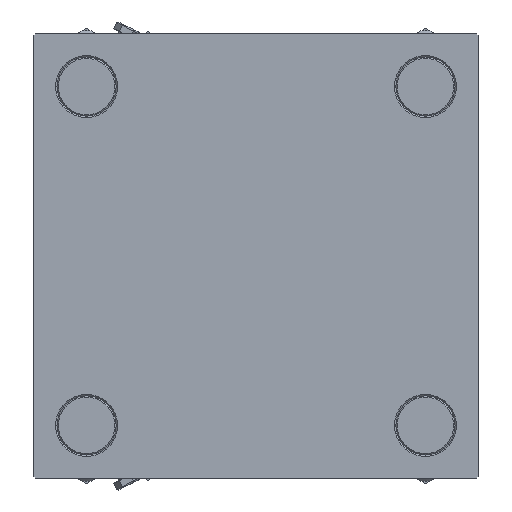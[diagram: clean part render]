
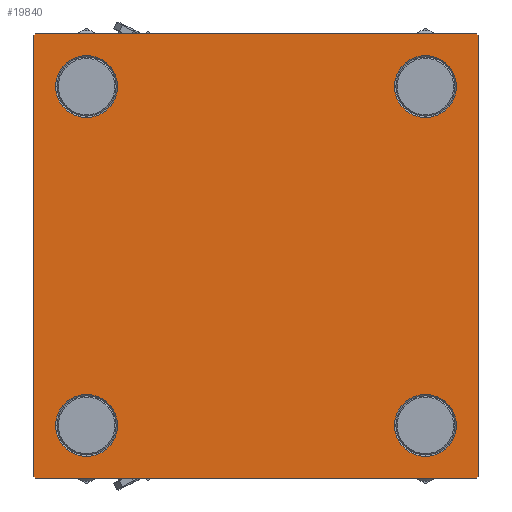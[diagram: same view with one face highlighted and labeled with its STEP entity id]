
A CAD part, left-side view. The second image highlights one B-rep face of the part: STEP entity #19840.
In plain terms, the highlighted planar face has unit normal (-1, 0, 0).
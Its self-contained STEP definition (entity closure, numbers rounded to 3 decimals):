
#327 = EDGE_CURVE ( 'NONE', #41013, #38269, #1739, .T. ) ;
#335 = VECTOR ( 'NONE', #868, 1000. ) ;
#414 = DIRECTION ( 'NONE',  ( 0., 0., 1. ) ) ;
#504 = ORIENTED_EDGE ( 'NONE', *, *, #22323, .T. ) ;
#652 = AXIS2_PLACEMENT_3D ( 'NONE', #24270, #24776, #12065 ) ;
#868 = DIRECTION ( 'NONE',  ( 0., -0.707, -0.707 ) ) ;
#981 = VECTOR ( 'NONE', #27497, 1000. ) ;
#1393 = CARTESIAN_POINT ( 'NONE',  ( 0., 82.25, -82.25 ) ) ;
#1739 = LINE ( 'NONE', #33193, #31975 ) ;
#1847 = CARTESIAN_POINT ( 'NONE',  ( 0., 62.95, 74.45 ) ) ;
#2186 = VECTOR ( 'NONE', #8452, 1000. ) ;
#2320 = CARTESIAN_POINT ( 'NONE',  ( 0., -82.25, 82.25 ) ) ;
#2761 = CARTESIAN_POINT ( 'NONE',  ( 0., 82.5, 82.5 ) ) ;
#2880 = EDGE_CURVE ( 'NONE', #18853, #36104, #31593, .T. ) ;
#2947 = EDGE_LOOP ( 'NONE', ( #33886, #19586 ) ) ;
#3231 = CARTESIAN_POINT ( 'NONE',  ( 0., 62.95, 62.95 ) ) ;
#3240 = EDGE_CURVE ( 'NONE', #48708, #6111, #21958, .T. ) ;
#3512 = EDGE_LOOP ( 'NONE', ( #46781, #20050, #43695, #20913, #47588, #35000, #32560, #11827 ) ) ;
#3830 = DIRECTION ( 'NONE',  ( 1., 0., 0. ) ) ;
#3850 = VECTOR ( 'NONE', #18048, 1000. ) ;
#4224 = ORIENTED_EDGE ( 'NONE', *, *, #35552, .T. ) ;
#4866 = EDGE_CURVE ( 'NONE', #38269, #6111, #21444, .T. ) ;
#5499 = DIRECTION ( 'NONE',  ( 0., 0., 1. ) ) ;
#5867 = CARTESIAN_POINT ( 'NONE',  ( 0., 62.95, -62.95 ) ) ;
#6111 = VERTEX_POINT ( 'NONE', #33553 ) ;
#6782 = AXIS2_PLACEMENT_3D ( 'NONE', #5867, #9504, #42667 ) ;
#6789 = EDGE_CURVE ( 'NONE', #40970, #46347, #23924, .T. ) ;
#6862 = DIRECTION ( 'NONE',  ( 0., 0., 1. ) ) ;
#7089 = CARTESIAN_POINT ( 'NONE',  ( 0., -82.5, 82. ) ) ;
#7353 = DIRECTION ( 'NONE',  ( 0., 0., 1. ) ) ;
#7704 = VERTEX_POINT ( 'NONE', #35746 ) ;
#8452 = DIRECTION ( 'NONE',  ( 0., -1., 0. ) ) ;
#8475 = EDGE_LOOP ( 'NONE', ( #504, #4224 ) ) ;
#8747 = DIRECTION ( 'NONE',  ( 0., 0., 1. ) ) ;
#9277 = CARTESIAN_POINT ( 'NONE',  ( 0., 82.5, -82. ) ) ;
#9375 = CARTESIAN_POINT ( 'NONE',  ( 0., -62.95, -74.45 ) ) ;
#9391 = FACE_OUTER_BOUND ( 'NONE', #3512, .T. ) ;
#9504 = DIRECTION ( 'NONE',  ( 1., 0., 0. ) ) ;
#11205 = EDGE_CURVE ( 'NONE', #16290, #38443, #22775, .T. ) ;
#11649 = CARTESIAN_POINT ( 'NONE',  ( 0., 82.25, 82.25 ) ) ;
#11827 = ORIENTED_EDGE ( 'NONE', *, *, #13977, .T. ) ;
#12065 = DIRECTION ( 'NONE',  ( 0., 0., 1. ) ) ;
#12120 = DIRECTION ( 'NONE',  ( 1., 0., 0. ) ) ;
#12158 = VERTEX_POINT ( 'NONE', #40541 ) ;
#12331 = EDGE_CURVE ( 'NONE', #48708, #36104, #37931, .T. ) ;
#12742 = AXIS2_PLACEMENT_3D ( 'NONE', #36547, #3830, #8747 ) ;
#13045 = ORIENTED_EDGE ( 'NONE', *, *, #18077, .T. ) ;
#13977 = EDGE_CURVE ( 'NONE', #18853, #16290, #51165, .T. ) ;
#14328 = EDGE_CURVE ( 'NONE', #46347, #40970, #42448, .T. ) ;
#14403 = CARTESIAN_POINT ( 'NONE',  ( 0., -82.5, 82.5 ) ) ;
#15092 = CARTESIAN_POINT ( 'NONE',  ( 0., -82., -82.5 ) ) ;
#16290 = VERTEX_POINT ( 'NONE', #30842 ) ;
#17289 = EDGE_LOOP ( 'NONE', ( #41101, #41346 ) ) ;
#17569 = CIRCLE ( 'NONE', #43306, 11.5 ) ;
#18048 = DIRECTION ( 'NONE',  ( 0., 0., -1. ) ) ;
#18077 = EDGE_CURVE ( 'NONE', #12158, #24240, #17569, .T. ) ;
#18356 = VECTOR ( 'NONE', #26727, 1000. ) ;
#18853 = VERTEX_POINT ( 'NONE', #49150 ) ;
#19586 = ORIENTED_EDGE ( 'NONE', *, *, #34508, .T. ) ;
#19722 = AXIS2_PLACEMENT_3D ( 'NONE', #3231, #50786, #6862 ) ;
#19840 = ADVANCED_FACE ( 'NONE', ( #44992, #45525, #24982, #32793, #9391 ), #25248, .T. ) ;
#20050 = ORIENTED_EDGE ( 'NONE', *, *, #44923, .T. ) ;
#20184 = CIRCLE ( 'NONE', #47554, 11.5 ) ;
#20447 = EDGE_CURVE ( 'NONE', #48024, #35224, #20184, .T. ) ;
#20913 = ORIENTED_EDGE ( 'NONE', *, *, #4866, .T. ) ;
#21061 = CIRCLE ( 'NONE', #12742, 11.5 ) ;
#21384 = VECTOR ( 'NONE', #37277, 1000. ) ;
#21444 = LINE ( 'NONE', #28712, #21384 ) ;
#21750 = DIRECTION ( 'NONE',  ( 1., 0., 0. ) ) ;
#21958 = LINE ( 'NONE', #14403, #3850 ) ;
#22323 = EDGE_CURVE ( 'NONE', #7704, #37280, #21061, .T. ) ;
#22629 = AXIS2_PLACEMENT_3D ( 'NONE', #33571, #48642, #5499 ) ;
#22775 = LINE ( 'NONE', #2761, #30039 ) ;
#22957 = ORIENTED_EDGE ( 'NONE', *, *, #40758, .T. ) ;
#23780 = DIRECTION ( 'NONE',  ( 1., 0., 0. ) ) ;
#23914 = CIRCLE ( 'NONE', #652, 11.5 ) ;
#23924 = CIRCLE ( 'NONE', #28080, 11.5 ) ;
#24031 = CARTESIAN_POINT ( 'NONE',  ( 0., -62.95, -62.95 ) ) ;
#24057 = CARTESIAN_POINT ( 'NONE',  ( 0., 82.5, 82.5 ) ) ;
#24240 = VERTEX_POINT ( 'NONE', #31297 ) ;
#24270 = CARTESIAN_POINT ( 'NONE',  ( 0., -62.95, 62.95 ) ) ;
#24776 = DIRECTION ( 'NONE',  ( 1., 0., 0. ) ) ;
#24982 = FACE_BOUND ( 'NONE', #42401, .T. ) ;
#25248 = PLANE ( 'NONE',  #22629 ) ;
#26727 = DIRECTION ( 'NONE',  ( 0., 0.707, 0.707 ) ) ;
#27497 = DIRECTION ( 'NONE',  ( 0., 0.707, -0.707 ) ) ;
#27538 = CARTESIAN_POINT ( 'NONE',  ( 0., -62.95, -51.45 ) ) ;
#28080 = AXIS2_PLACEMENT_3D ( 'NONE', #24031, #23780, #31824 ) ;
#28712 = CARTESIAN_POINT ( 'NONE',  ( 0., -82.25, -82.25 ) ) ;
#29201 = CIRCLE ( 'NONE', #6782, 11.5 ) ;
#30039 = VECTOR ( 'NONE', #31083, 1000. ) ;
#30842 = CARTESIAN_POINT ( 'NONE',  ( 0., 82.5, 82. ) ) ;
#31083 = DIRECTION ( 'NONE',  ( 0., 0., -1. ) ) ;
#31297 = CARTESIAN_POINT ( 'NONE',  ( 0., 62.95, -51.45 ) ) ;
#31593 = LINE ( 'NONE', #24057, #2186 ) ;
#31824 = DIRECTION ( 'NONE',  ( 0., 0., 1. ) ) ;
#31867 = CARTESIAN_POINT ( 'NONE',  ( 0., -62.95, -62.95 ) ) ;
#31975 = VECTOR ( 'NONE', #48530, 1000. ) ;
#32560 = ORIENTED_EDGE ( 'NONE', *, *, #2880, .F. ) ;
#32668 = CARTESIAN_POINT ( 'NONE',  ( 0., 62.95, -62.95 ) ) ;
#32793 = FACE_BOUND ( 'NONE', #2947, .T. ) ;
#33193 = CARTESIAN_POINT ( 'NONE',  ( 0., 82.5, -82.5 ) ) ;
#33553 = CARTESIAN_POINT ( 'NONE',  ( 0., -82.5, -82. ) ) ;
#33571 = CARTESIAN_POINT ( 'NONE',  ( 0., 0., 0. ) ) ;
#33886 = ORIENTED_EDGE ( 'NONE', *, *, #20447, .T. ) ;
#34508 = EDGE_CURVE ( 'NONE', #35224, #48024, #45431, .T. ) ;
#35000 = ORIENTED_EDGE ( 'NONE', *, *, #12331, .T. ) ;
#35224 = VERTEX_POINT ( 'NONE', #37561 ) ;
#35552 = EDGE_CURVE ( 'NONE', #37280, #7704, #23914, .T. ) ;
#35746 = CARTESIAN_POINT ( 'NONE',  ( 0., -62.95, 74.45 ) ) ;
#36104 = VERTEX_POINT ( 'NONE', #39110 ) ;
#36547 = CARTESIAN_POINT ( 'NONE',  ( 0., -62.95, 62.95 ) ) ;
#37277 = DIRECTION ( 'NONE',  ( 0., -0.707, 0.707 ) ) ;
#37280 = VERTEX_POINT ( 'NONE', #39831 ) ;
#37561 = CARTESIAN_POINT ( 'NONE',  ( 0., 62.95, 51.45 ) ) ;
#37931 = LINE ( 'NONE', #2320, #18356 ) ;
#38269 = VERTEX_POINT ( 'NONE', #15092 ) ;
#38443 = VERTEX_POINT ( 'NONE', #9277 ) ;
#39110 = CARTESIAN_POINT ( 'NONE',  ( 0., -82., 82.5 ) ) ;
#39831 = CARTESIAN_POINT ( 'NONE',  ( 0., -62.95, 51.45 ) ) ;
#40463 = DIRECTION ( 'NONE',  ( 0., 0., 1. ) ) ;
#40541 = CARTESIAN_POINT ( 'NONE',  ( 0., 62.95, -74.45 ) ) ;
#40758 = EDGE_CURVE ( 'NONE', #24240, #12158, #29201, .T. ) ;
#40970 = VERTEX_POINT ( 'NONE', #9375 ) ;
#41013 = VERTEX_POINT ( 'NONE', #51411 ) ;
#41101 = ORIENTED_EDGE ( 'NONE', *, *, #14328, .T. ) ;
#41346 = ORIENTED_EDGE ( 'NONE', *, *, #6789, .T. ) ;
#42401 = EDGE_LOOP ( 'NONE', ( #22957, #13045 ) ) ;
#42430 = CARTESIAN_POINT ( 'NONE',  ( 0., 62.95, 62.95 ) ) ;
#42448 = CIRCLE ( 'NONE', #49106, 11.5 ) ;
#42667 = DIRECTION ( 'NONE',  ( 0., 0., 1. ) ) ;
#43306 = AXIS2_PLACEMENT_3D ( 'NONE', #32668, #21750, #40463 ) ;
#43695 = ORIENTED_EDGE ( 'NONE', *, *, #327, .T. ) ;
#44923 = EDGE_CURVE ( 'NONE', #38443, #41013, #48952, .T. ) ;
#44992 = FACE_BOUND ( 'NONE', #8475, .T. ) ;
#45431 = CIRCLE ( 'NONE', #19722, 11.5 ) ;
#45525 = FACE_BOUND ( 'NONE', #17289, .T. ) ;
#46347 = VERTEX_POINT ( 'NONE', #27538 ) ;
#46781 = ORIENTED_EDGE ( 'NONE', *, *, #11205, .T. ) ;
#47554 = AXIS2_PLACEMENT_3D ( 'NONE', #42430, #50760, #7353 ) ;
#47588 = ORIENTED_EDGE ( 'NONE', *, *, #3240, .F. ) ;
#48024 = VERTEX_POINT ( 'NONE', #1847 ) ;
#48530 = DIRECTION ( 'NONE',  ( 0., -1., 0. ) ) ;
#48642 = DIRECTION ( 'NONE',  ( -1., 0., 0. ) ) ;
#48708 = VERTEX_POINT ( 'NONE', #7089 ) ;
#48952 = LINE ( 'NONE', #1393, #335 ) ;
#49106 = AXIS2_PLACEMENT_3D ( 'NONE', #31867, #12120, #414 ) ;
#49150 = CARTESIAN_POINT ( 'NONE',  ( 0., 82., 82.5 ) ) ;
#50760 = DIRECTION ( 'NONE',  ( 1., 0., 0. ) ) ;
#50786 = DIRECTION ( 'NONE',  ( 1., 0., 0. ) ) ;
#51165 = LINE ( 'NONE', #11649, #981 ) ;
#51411 = CARTESIAN_POINT ( 'NONE',  ( 0., 82., -82.5 ) ) ;
